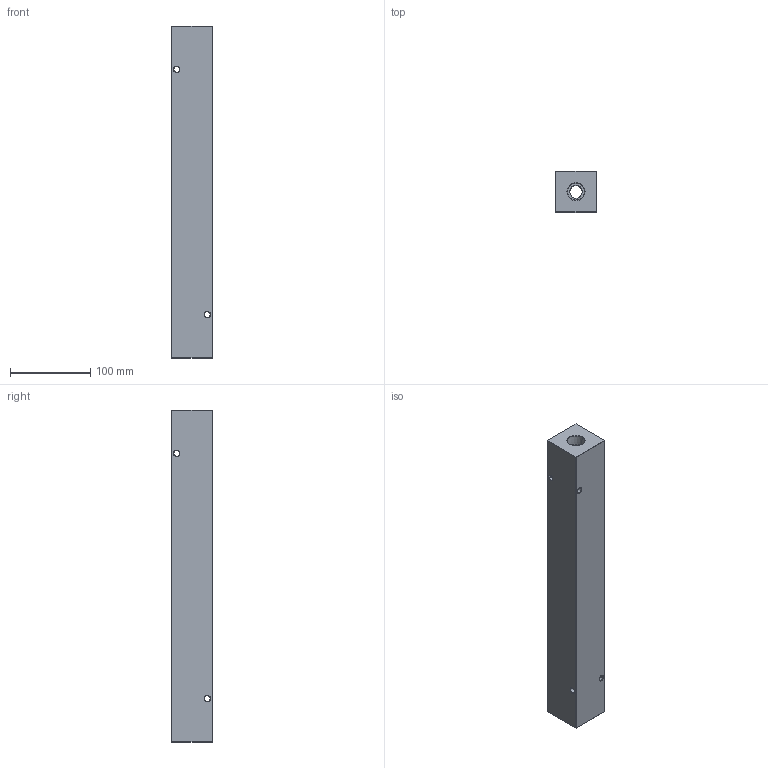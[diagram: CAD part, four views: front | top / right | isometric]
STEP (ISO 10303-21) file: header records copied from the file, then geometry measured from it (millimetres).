
FILE_DESCRIPTION (( 'STEP AP214' ), '1' );
FILE_NAME ('HM-8-0-P-8-6.STEP', '2020-02-28T19:01:31', ( '' ), ( '' ), 'SwSTEP 2.0', 'SolidWorks 2019', '' );
FILE_SCHEMA (( 'AUTOMOTIVE_DESIGN' ));
Length unit declared in the file: inch
Products named in the file (1): HM-8-0-P-8-6
Bounding box: 50.8 x 50.8 x 412.75 mm (x, y, z)
Volume: 942971 mm3; surface area: 117884.6 mm2
Topology: 1 solids, 1 shells, 509 faces, 1322 edges, 860 vertices
Faces by surface type: plane 233, bspline 202, cone 40, cylinder 34
Entity records: 32405 total; most frequent: CARTESIAN_POINT 14886, ORIENTED_EDGE 2644, DIRECTION 1606, EDGE_CURVE 1322, VERTEX_POINT 860, VECTOR 782, LINE 782, EDGE_LOOP 584
